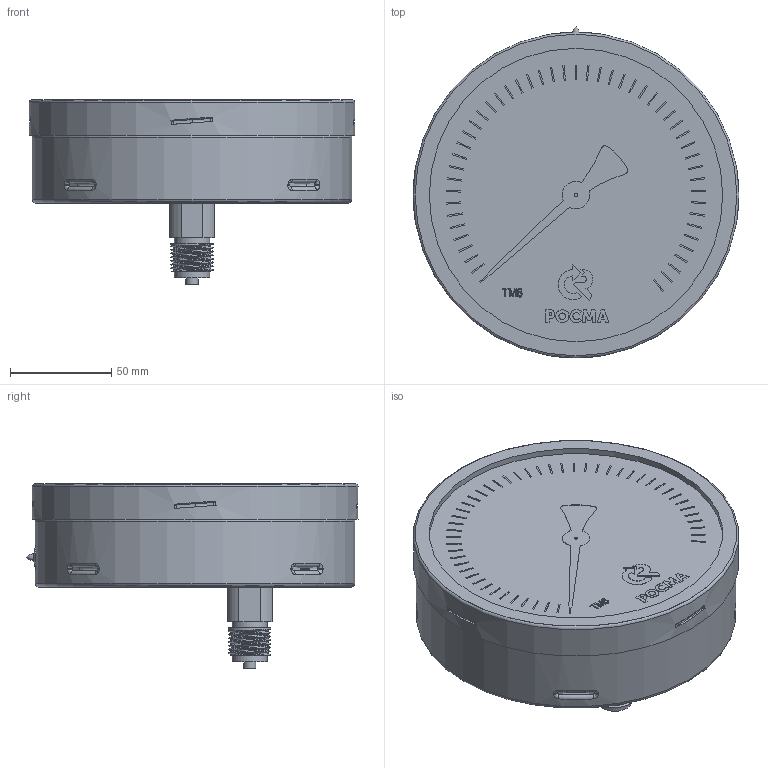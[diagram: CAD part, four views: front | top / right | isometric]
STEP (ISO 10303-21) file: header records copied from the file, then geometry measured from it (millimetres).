
FILE_DESCRIPTION(/* description */ ('ТМ-620ТЭ'),/* implementation_level */ '2;1');
FILE_NAME(/* name */ 'ТМ-620ТЭ.stp',/* time_stamp */ '2023-12-13T14:50:16+03:00',/* author */ ('Tech'),/* organization */ (''),/* preprocessor_version */ 'ST-DEVELOPER v18.1',/* originating_system */ 'Autodesk Inventor 2021',/* authorisation */ '');
FILE_SCHEMA (('AUTOMOTIVE_DESIGN { 1 0 10303 214 3 1 1 }'));
Length unit declared in the file: millimetre
Products named in the file (1): ТМ-620ТЭ
Bounding box: 161 x 164.07 x 91 mm (x, y, z)
Volume: 1061254.4 mm3; surface area: 160361.7 mm2
Topology: 6 solids, 7 shells, 766 faces, 1952 edges, 1272 vertices
Faces by surface type: plane 494, cylinder 163, bspline 51, torus 31, sphere 17, cone 10
Full cylindrical faces by diameter (mm): 1.568 x1, 3.3 x1, 3.315 x1, 4 x2, 5.8 x2, 6 x1, 6.562 x1, 7.6 x2, 8 x1, 10 x1, 12 x1, 17.5 x2, 20.96 x7, 145 x1, 146 x2, 147 x1, 148 x1, 156 x1, 158 x1, 159 x1, 161 x1
Entity records: 27895 total; most frequent: CARTESIAN_POINT 9508, ORIENTED_EDGE 3866, DIRECTION 3657, EDGE_CURVE 1933, VERTEX_POINT 1272, LINE 1257, VECTOR 1257, AXIS2_PLACEMENT_3D 1200
